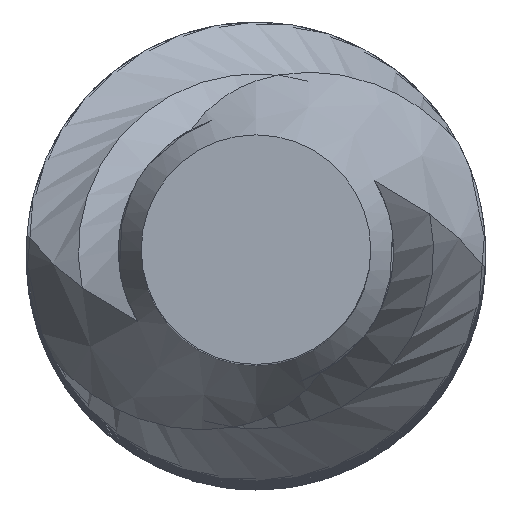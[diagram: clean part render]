
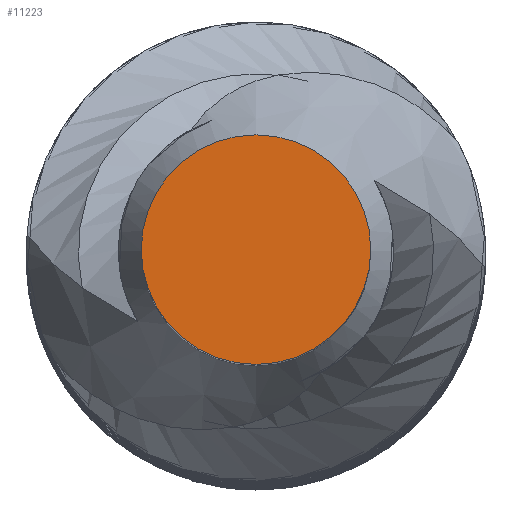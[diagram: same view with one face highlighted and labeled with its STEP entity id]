
A CAD part, top view. The second image highlights one B-rep face of the part: STEP entity #11223.
In plain terms, the highlighted planar face has unit normal (0, 0, 1).
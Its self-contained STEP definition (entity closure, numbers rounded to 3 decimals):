
#9446 = CYLINDRICAL_SURFACE('',#9447,5.);
#9447 = AXIS2_PLACEMENT_3D('',#9448,#9449,#9450);
#9448 = CARTESIAN_POINT('',(0.,0.,240.));
#9449 = DIRECTION('',(-0.,-0.,-1.));
#9450 = DIRECTION('',(1.,0.,0.));
#10114 = VERTEX_POINT('',#10115);
#10115 = CARTESIAN_POINT('',(5.,0.,270.));
#10136 = EDGE_CURVE('',#10114,#10114,#10137,.T.);
#10137 = SURFACE_CURVE('',#10138,(#10143,#10150),.PCURVE_S1.);
#10138 = CIRCLE('',#10139,5.);
#10139 = AXIS2_PLACEMENT_3D('',#10140,#10141,#10142);
#10140 = CARTESIAN_POINT('',(0.,0.,270.));
#10141 = DIRECTION('',(0.,0.,1.));
#10142 = DIRECTION('',(1.,0.,0.));
#10143 = PCURVE('',#9446,#10144);
#10144 = DEFINITIONAL_REPRESENTATION('',(#10145),#10149);
#10145 = LINE('',#10146,#10147);
#10146 = CARTESIAN_POINT('',(-0.,-30.));
#10147 = VECTOR('',#10148,1.);
#10148 = DIRECTION('',(-1.,0.));
#10149 = ( GEOMETRIC_REPRESENTATION_CONTEXT(2) 
PARAMETRIC_REPRESENTATION_CONTEXT() REPRESENTATION_CONTEXT('2D SPACE',''
  ) );
#10150 = PCURVE('',#10151,#10156);
#10151 = PLANE('',#10152);
#10152 = AXIS2_PLACEMENT_3D('',#10153,#10154,#10155);
#10153 = CARTESIAN_POINT('',(0.,0.,270.
    ));
#10154 = DIRECTION('',(0.,0.,1.));
#10155 = DIRECTION('',(1.,0.,-0.));
#10156 = DEFINITIONAL_REPRESENTATION('',(#10157),#10161);
#10157 = CIRCLE('',#10158,5.);
#10158 = AXIS2_PLACEMENT_2D('',#10159,#10160);
#10159 = CARTESIAN_POINT('',(0.,0.));
#10160 = DIRECTION('',(1.,0.));
#10161 = ( GEOMETRIC_REPRESENTATION_CONTEXT(2) 
PARAMETRIC_REPRESENTATION_CONTEXT() REPRESENTATION_CONTEXT('2D SPACE',''
  ) );
#11223 = ADVANCED_FACE('',(#11224),#10151,.T.);
#11224 = FACE_BOUND('',#11225,.T.);
#11225 = EDGE_LOOP('',(#11226));
#11226 = ORIENTED_EDGE('',*,*,#10136,.T.);
